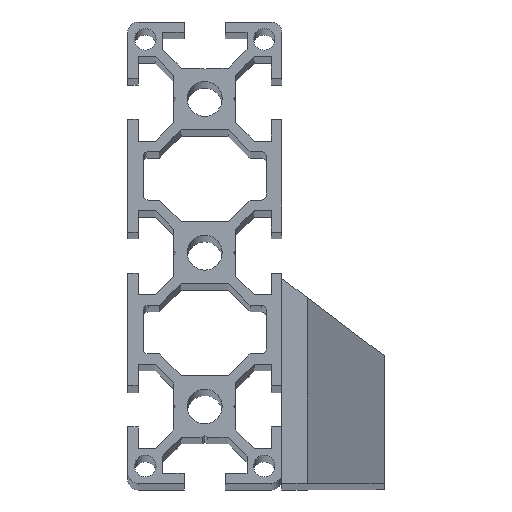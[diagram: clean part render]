
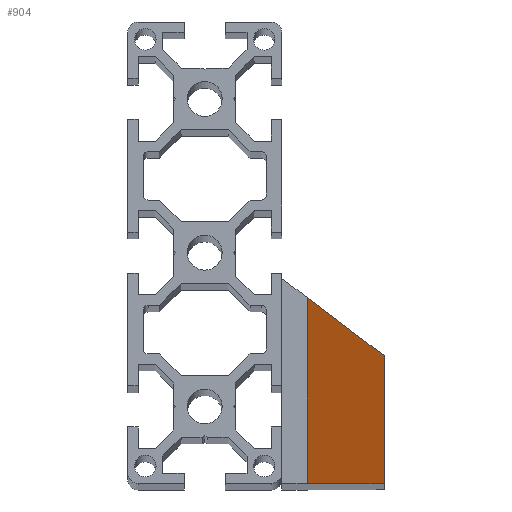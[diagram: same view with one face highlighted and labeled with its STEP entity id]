
A CAD part, top view. The second image highlights one B-rep face of the part: STEP entity #904.
In plain terms, the highlighted planar face has unit normal (0.97, 0, 0.242).
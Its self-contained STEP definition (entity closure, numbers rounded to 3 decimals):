
#52 = LINE ( 'NONE', #4278, #6265 ) ;
#352 = AXIS2_PLACEMENT_3D ( 'NONE', #1785, #3303, #4905 ) ;
#741 = PLANE ( 'NONE',  #352 ) ;
#904 = ADVANCED_FACE ( 'NONE', ( #5959 ), #741, .T. ) ;
#1263 = CARTESIAN_POINT ( 'NONE',  ( 5., 36.25, 740. ) ) ;
#1446 = VERTEX_POINT ( 'NONE', #5032 ) ;
#1456 = EDGE_CURVE ( 'NONE', #5237, #5358, #5617, .T. ) ;
#1624 = DIRECTION ( 'NONE',  ( -0.239, 0.179, 0.954 ) ) ;
#1670 = ORIENTED_EDGE ( 'NONE', *, *, #4894, .F. ) ;
#1763 = CARTESIAN_POINT ( 'NONE',  ( 20., 0., 680. ) ) ;
#1785 = CARTESIAN_POINT ( 'NONE',  ( 5., 740., 740. ) ) ;
#2347 = VECTOR ( 'NONE', #1624, 1000. ) ;
#2449 = VERTEX_POINT ( 'NONE', #1263 ) ;
#2488 = LINE ( 'NONE', #5249, #5445 ) ;
#2679 = EDGE_CURVE ( 'NONE', #5237, #2449, #5304, .T. ) ;
#2823 = ORIENTED_EDGE ( 'NONE', *, *, #1456, .F. ) ;
#3002 = VECTOR ( 'NONE', #5095, 1000. ) ;
#3183 = EDGE_CURVE ( 'NONE', #2449, #1446, #52, .T. ) ;
#3237 = CARTESIAN_POINT ( 'NONE',  ( 4.555, 36.584, 741.779 ) ) ;
#3303 = DIRECTION ( 'NONE',  ( 0.97, 0., 0.243 ) ) ;
#3990 = CARTESIAN_POINT ( 'NONE',  ( 20., 740., 680. ) ) ;
#4278 = CARTESIAN_POINT ( 'NONE',  ( 5., 0., 740. ) ) ;
#4812 = DIRECTION ( 'NONE',  ( 0., -1., 0. ) ) ;
#4894 = EDGE_CURVE ( 'NONE', #5358, #1446, #2488, .T. ) ;
#4905 = DIRECTION ( 'NONE',  ( 0.243, 0., -0.97 ) ) ;
#5032 = CARTESIAN_POINT ( 'NONE',  ( 5., 0., 740. ) ) ;
#5095 = DIRECTION ( 'NONE',  ( 0., -1., 0. ) ) ;
#5237 = VERTEX_POINT ( 'NONE', #5557 ) ;
#5249 = CARTESIAN_POINT ( 'NONE',  ( 5., 0., 740. ) ) ;
#5304 = LINE ( 'NONE', #3237, #2347 ) ;
#5358 = VERTEX_POINT ( 'NONE', #1763 ) ;
#5445 = VECTOR ( 'NONE', #6730, 1000. ) ;
#5557 = CARTESIAN_POINT ( 'NONE',  ( 20., 25., 680. ) ) ;
#5617 = LINE ( 'NONE', #3990, #3002 ) ;
#5623 = EDGE_LOOP ( 'NONE', ( #6057, #6097, #1670, #2823 ) ) ;
#5959 = FACE_OUTER_BOUND ( 'NONE', #5623, .T. ) ;
#6057 = ORIENTED_EDGE ( 'NONE', *, *, #2679, .T. ) ;
#6097 = ORIENTED_EDGE ( 'NONE', *, *, #3183, .T. ) ;
#6265 = VECTOR ( 'NONE', #4812, 1000. ) ;
#6730 = DIRECTION ( 'NONE',  ( -0.243, 0., 0.97 ) ) ;
